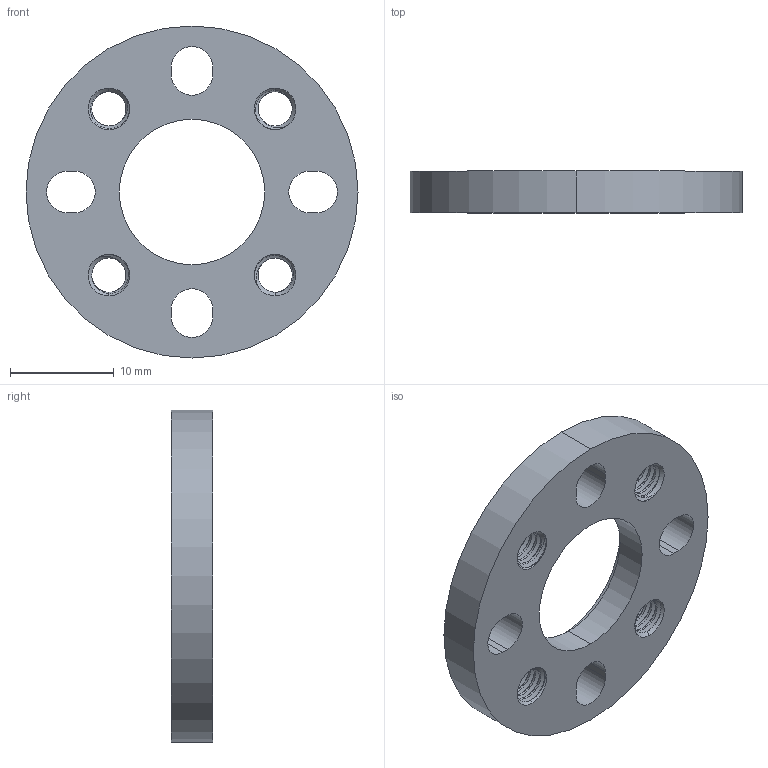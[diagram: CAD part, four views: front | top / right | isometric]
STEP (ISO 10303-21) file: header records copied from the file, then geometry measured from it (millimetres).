
FILE_DESCRIPTION (( 'STEP AP203' ), '1' );
FILE_NAME ('1504-0032-0040.STEP', '2018-06-19T14:54:14', ( '' ), ( '' ), 'SwSTEP 2.0', 'SolidWorks 2016', '' );
FILE_SCHEMA (( 'CONFIG_CONTROL_DESIGN' ));
Length unit declared in the file: millimetre
Products named in the file (1): 1504-0032-0040
Bounding box: 31.95 x 4 x 31.95 mm (x, y, z)
Volume: 2133.6 mm3; surface area: 2166.4 mm2
Topology: 1 solids, 1 shells, 155 faces, 436 edges, 284 vertices
Faces by surface type: cylinder 112, cone 24, plane 11, bspline 8
Entity records: 14771 total; most frequent: CARTESIAN_POINT 11230, ORIENTED_EDGE 872, DIRECTION 596, EDGE_CURVE 436, VERTEX_POINT 284, AXIS2_PLACEMENT_3D 226, EDGE_LOOP 174, FACE_OUTER_BOUND 155
